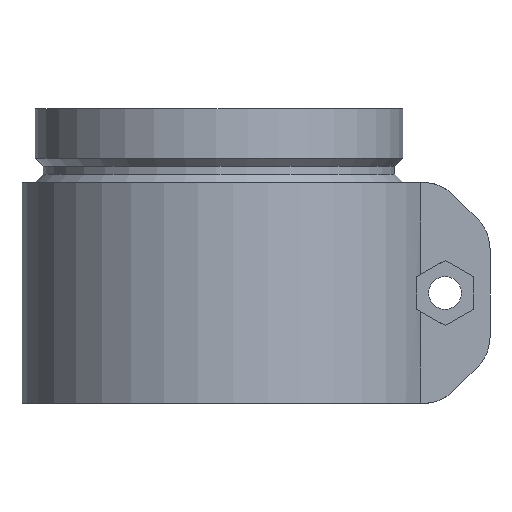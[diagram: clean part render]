
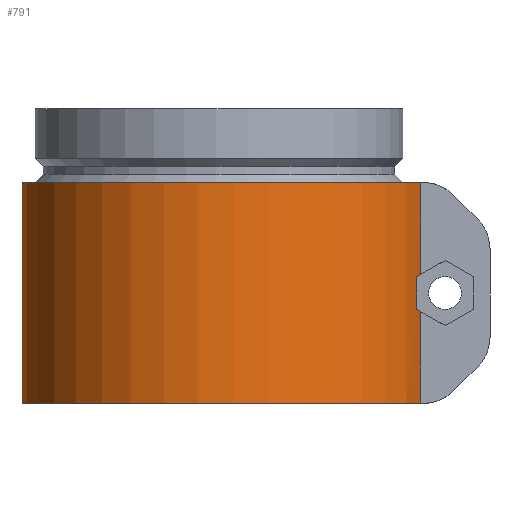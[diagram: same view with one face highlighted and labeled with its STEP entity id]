
A CAD part, left-side view. The second image highlights one B-rep face of the part: STEP entity #791.
In plain terms, the highlighted cylindrical face has radius 25.15 mm (diameter 50.3 mm), a partial arc.
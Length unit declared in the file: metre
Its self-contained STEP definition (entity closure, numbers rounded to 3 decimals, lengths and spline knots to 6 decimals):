
#38=ELLIPSE('',#849,0.029041,0.02515);
#39=ELLIPSE('',#850,0.029041,0.02515);
#40=CIRCLE('',#848,0.02515);
#41=CIRCLE('',#851,0.02515);
#76=LINE('',#1183,#148);
#77=LINE('',#1192,#149);
#78=LINE('',#1196,#150);
#79=LINE('',#1200,#151);
#80=LINE('',#1209,#152);
#148=VECTOR('',#932,1.);
#149=VECTOR('',#935,1.);
#150=VECTOR('',#938,1.);
#151=VECTOR('',#941,1.);
#152=VECTOR('',#944,1.);
#220=ORIENTED_EDGE('',*,*,#462,.F.);
#221=ORIENTED_EDGE('',*,*,#463,.T.);
#222=ORIENTED_EDGE('',*,*,#464,.T.);
#223=ORIENTED_EDGE('',*,*,#465,.F.);
#224=ORIENTED_EDGE('',*,*,#466,.T.);
#225=ORIENTED_EDGE('',*,*,#467,.F.);
#226=ORIENTED_EDGE('',*,*,#468,.F.);
#227=ORIENTED_EDGE('',*,*,#469,.F.);
#228=ORIENTED_EDGE('',*,*,#470,.T.);
#229=ORIENTED_EDGE('',*,*,#471,.F.);
#230=ORIENTED_EDGE('',*,*,#472,.T.);
#231=ORIENTED_EDGE('',*,*,#473,.T.);
#462=EDGE_CURVE('',#583,#584,#665,.T.);
#463=EDGE_CURVE('',#583,#585,#76,.F.);
#464=EDGE_CURVE('',#585,#586,#666,.T.);
#465=EDGE_CURVE('',#587,#586,#40,.T.);
#466=EDGE_CURVE('',#587,#588,#77,.T.);
#467=EDGE_CURVE('',#589,#588,#38,.T.);
#468=EDGE_CURVE('',#590,#589,#78,.F.);
#469=EDGE_CURVE('',#591,#590,#39,.T.);
#470=EDGE_CURVE('',#591,#592,#79,.T.);
#471=EDGE_CURVE('',#593,#592,#41,.T.);
#472=EDGE_CURVE('',#593,#594,#667,.T.);
#473=EDGE_CURVE('',#594,#584,#80,.F.);
#583=VERTEX_POINT('',#1181);
#584=VERTEX_POINT('',#1182);
#585=VERTEX_POINT('',#1184);
#586=VERTEX_POINT('',#1189);
#587=VERTEX_POINT('',#1191);
#588=VERTEX_POINT('',#1193);
#589=VERTEX_POINT('',#1195);
#590=VERTEX_POINT('',#1197);
#591=VERTEX_POINT('',#1199);
#592=VERTEX_POINT('',#1201);
#593=VERTEX_POINT('',#1203);
#594=VERTEX_POINT('',#1208);
#665=B_SPLINE_CURVE_WITH_KNOTS('',3,(#1166,#1167,#1168,#1169,#1170,#1171,
#1172,#1173,#1174,#1175,#1176,#1177,#1178,#1179,#1180),.UNSPECIFIED.,.F.,
 .F.,(4,1,1,1,1,1,1,1,1,1,1,1,4),(0.,0.001908,0.003817,
0.004771,0.005725,0.006679,0.007633,
0.008587,0.009541,0.010495,0.01145,
0.013358,0.015266),.UNSPECIFIED.);
#666=B_SPLINE_CURVE_WITH_KNOTS('',3,(#1185,#1186,#1187,#1188),
 .UNSPECIFIED.,.F.,.F.,(4,4),(0.,0.002332),.UNSPECIFIED.);
#667=B_SPLINE_CURVE_WITH_KNOTS('',3,(#1204,#1205,#1206,#1207),
 .UNSPECIFIED.,.F.,.F.,(4,4),(0.,0.002332),.UNSPECIFIED.);
#676=EDGE_LOOP('',(#220,#221,#222,#223,#224,#225,#226,#227,#228,#229,#230,
#231));
#725=FACE_BOUND('',#676,.T.);
#774=CYLINDRICAL_SURFACE('',#847,0.02515);
#791=ADVANCED_FACE('',(#725),#774,.T.);
#847=AXIS2_PLACEMENT_3D('',#1165,#930,#931);
#848=AXIS2_PLACEMENT_3D('',#1190,#933,#934);
#849=AXIS2_PLACEMENT_3D('',#1194,#936,#937);
#850=AXIS2_PLACEMENT_3D('',#1198,#939,#940);
#851=AXIS2_PLACEMENT_3D('',#1202,#942,#943);
#930=DIRECTION('',(0.,0.,1.));
#931=DIRECTION('',(1.,0.,0.));
#932=DIRECTION('',(0.,0.,1.));
#933=DIRECTION('',(0.,0.,-1.));
#934=DIRECTION('',(-1.,0.,0.));
#935=DIRECTION('',(0.,0.,1.));
#936=DIRECTION('',(0.,-0.5,0.866));
#937=DIRECTION('',(0.,0.866,0.5));
#938=DIRECTION('',(0.,0.,1.));
#939=DIRECTION('',(0.,-0.5,-0.866));
#940=DIRECTION('',(0.,-0.866,0.5));
#941=DIRECTION('',(0.,0.,1.));
#942=DIRECTION('',(0.,0.,1.));
#943=DIRECTION('',(1.,0.,0.));
#944=DIRECTION('',(0.,0.,1.));
#1165=CARTESIAN_POINT('',(0.,0.,-0.0342));
#1166=CARTESIAN_POINT('',(0.005,-0.024648,-0.024163));
#1167=CARTESIAN_POINT('',(0.005625,-0.024521,-0.02409));
#1168=CARTESIAN_POINT('',(0.006851,-0.024223,-0.023899));
#1169=CARTESIAN_POINT('',(0.008317,-0.023748,-0.023484));
#1170=CARTESIAN_POINT('',(0.009418,-0.023325,-0.022948));
#1171=CARTESIAN_POINT('',(0.010159,-0.023011,-0.022408));
#1172=CARTESIAN_POINT('',(0.010755,-0.022736,-0.021672));
#1173=CARTESIAN_POINT('',(0.011018,-0.022608,-0.020711));
#1174=CARTESIAN_POINT('',(0.010762,-0.022733,-0.019741));
#1175=CARTESIAN_POINT('',(0.010173,-0.023005,-0.019005));
#1176=CARTESIAN_POINT('',(0.009431,-0.02332,-0.01846));
#1177=CARTESIAN_POINT('',(0.008343,-0.023739,-0.017926));
#1178=CARTESIAN_POINT('',(0.006859,-0.024221,-0.017501));
#1179=CARTESIAN_POINT('',(0.005627,-0.024521,-0.017311));
#1180=CARTESIAN_POINT('',(0.005,-0.024648,-0.017237));
#1181=CARTESIAN_POINT('',(0.005,-0.024648,-0.024163));
#1182=CARTESIAN_POINT('',(0.005,-0.024648,-0.017237));
#1183=CARTESIAN_POINT('',(0.005,-0.024648,-0.0342));
#1184=CARTESIAN_POINT('',(0.005,-0.024648,-0.034168));
#1185=CARTESIAN_POINT('',(0.005,-0.024648,-0.034168));
#1186=CARTESIAN_POINT('',(0.005762,-0.024493,-0.034185));
#1187=CARTESIAN_POINT('',(0.006516,-0.024304,-0.0342));
#1188=CARTESIAN_POINT('',(0.007261,-0.024079,-0.0342));
#1189=CARTESIAN_POINT('',(0.007261,-0.024079,-0.0342));
#1190=CARTESIAN_POINT('',(0.,0.,-0.0342));
#1191=CARTESIAN_POINT('',(-0.0085,-0.02367,-0.0342));
#1192=CARTESIAN_POINT('',(-0.0085,-0.02367,-0.0342));
#1193=CARTESIAN_POINT('',(-0.0085,-0.02367,-0.022963));
#1194=CARTESIAN_POINT('',(0.,0.,-0.009297));
#1195=CARTESIAN_POINT('',(-0.00971,-0.0232,-0.022692));
#1196=CARTESIAN_POINT('',(-0.00971,-0.0232,-0.0342));
#1197=CARTESIAN_POINT('',(-0.00971,-0.0232,-0.018708));
#1198=CARTESIAN_POINT('',(0.,0.,-0.032103));
#1199=CARTESIAN_POINT('',(-0.0085,-0.02367,-0.018437));
#1200=CARTESIAN_POINT('',(-0.0085,-0.02367,-0.0342));
#1201=CARTESIAN_POINT('',(-0.0085,-0.02367,-0.0072));
#1202=CARTESIAN_POINT('',(0.,0.,-0.0072));
#1203=CARTESIAN_POINT('',(0.007261,-0.024079,-0.0072));
#1204=CARTESIAN_POINT('',(0.007261,-0.024079,-0.0072));
#1205=CARTESIAN_POINT('',(0.006516,-0.024304,-0.0072));
#1206=CARTESIAN_POINT('',(0.005762,-0.024493,-0.007215));
#1207=CARTESIAN_POINT('',(0.005,-0.024648,-0.007232));
#1208=CARTESIAN_POINT('',(0.005,-0.024648,-0.007232));
#1209=CARTESIAN_POINT('',(0.005,-0.024648,-0.0342));
